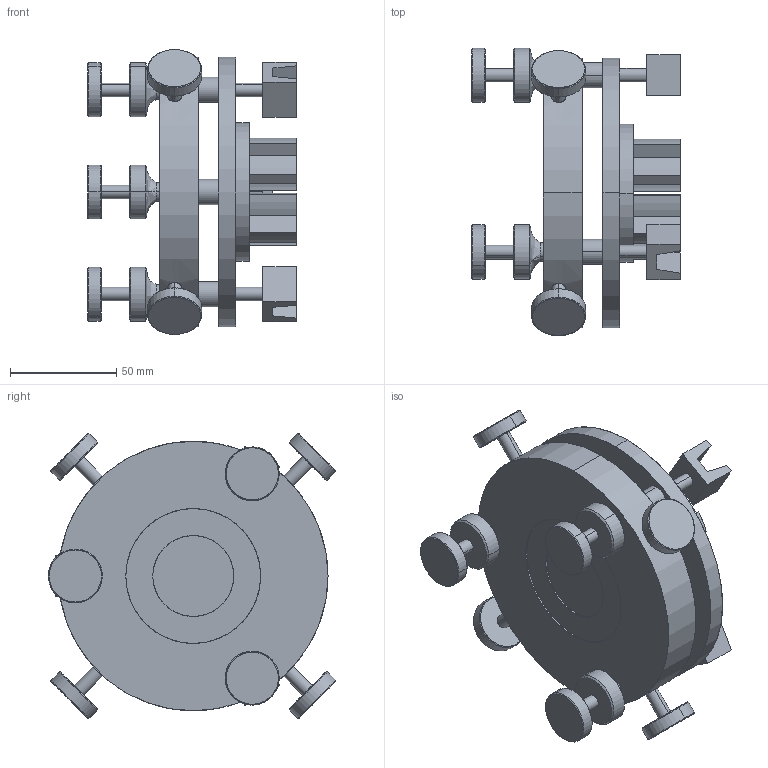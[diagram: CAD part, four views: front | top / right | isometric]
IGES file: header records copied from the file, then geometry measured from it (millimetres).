
Start section: SolidWorks IGES file using analytic representation for surfaces
Global section: file name: 284-M.IGS; native system: SolidWorks 2013; preprocessor: SolidWorks 2013; author: igipson; date: 130816.110148; units: inch
Bounding box: 98.43 x 135.34 x 134.16 mm (x, y, z)
Surface area: 93558.6 mm2 (no closed solid volume)
Topology: 0 solids, 0 shells, 196 faces, 2976 edges, 2976 vertices
Faces by surface type: revolution 112, bspline 84
